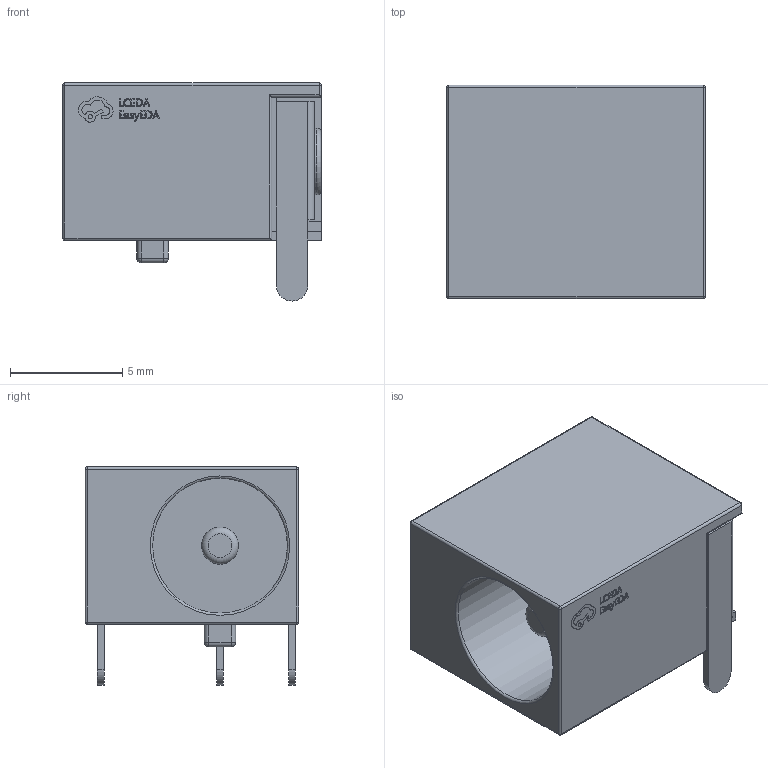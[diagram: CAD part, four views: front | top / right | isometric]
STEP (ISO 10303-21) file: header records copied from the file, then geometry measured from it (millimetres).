
FILE_DESCRIPTION(/* description */ (''),/* implementation_level */ '2;1');
FILE_NAME(/* name */ 'DC-IN-TH_DC-044-BXXX.step',/* time_stamp */ '2023-06-11T13:43:43+08:00',/* author */ (''),/* organization */ (''),/* preprocessor_version */ 'ST-DEVELOPER v19.2',/* originating_system */ 'Autodesk Translation Framework v12.6.0.85',/* authorisation */ '');
FILE_SCHEMA (('AUTOMOTIVE_DESIGN { 1 0 10303 214 3 1 1 }'));
Length unit declared in the file: millimetre
Products named in the file (4): (未保存); DC1; DC-IN-TH_DC-044-BXXX; COMPOUND (1)
Assembly tree (3 placements, depth 4):
  (未保存)
    DC1
      DC-IN-TH_DC-044-BXXX
        COMPOUND (1)
Bounding box: 11.5 x 9.51 x 9.7 mm (x, y, z)
Volume: 466.2 mm3; surface area: 888.2 mm2
Topology: 4 solids, 4 shells, 319 faces, 835 edges, 538 vertices
Faces by surface type: plane 174, bspline 98, cylinder 33, sphere 10, torus 4
Full cylindrical faces by diameter (mm): 1.65 x1, 2.044 x1, 2.961 x1, 6 x1
Entity records: 10369 total; most frequent: CARTESIAN_POINT 2739, ORIENTED_EDGE 1650, DIRECTION 1327, EDGE_CURVE 825, LINE 555, VECTOR 555, VERTEX_POINT 538, AXIS2_PLACEMENT_3D 386
